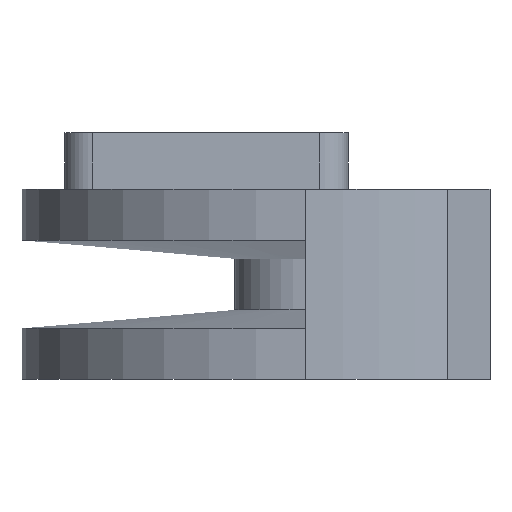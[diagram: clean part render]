
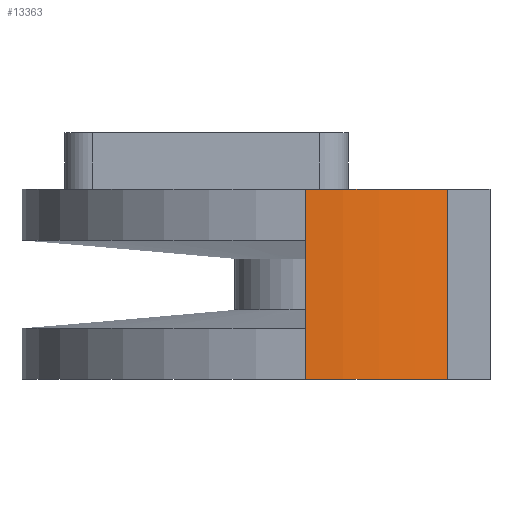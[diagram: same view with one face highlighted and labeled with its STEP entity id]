
A CAD part, left-side view. The second image highlights one B-rep face of the part: STEP entity #13363.
In plain terms, the highlighted cylindrical face has radius 25.4 mm (diameter 50.8 mm), a partial arc.
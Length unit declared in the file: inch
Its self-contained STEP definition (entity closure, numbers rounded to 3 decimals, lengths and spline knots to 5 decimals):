
#489 = LINE ( 'NONE', #4639, #9074 ) ;
#554 = VECTOR ( 'NONE', #13523, 39.37008 ) ;
#816 = DIRECTION ( 'NONE',  ( -1., 0., 0. ) ) ;
#1574 = VERTEX_POINT ( 'NONE', #7924 ) ;
#2146 = DIRECTION ( 'NONE',  ( 0., 0., -1. ) ) ;
#2147 = AXIS2_PLACEMENT_3D ( 'NONE', #13618, #2146, #816 ) ;
#2245 = DIRECTION ( 'NONE',  ( 0., 0., -1. ) ) ;
#2324 = CARTESIAN_POINT ( 'NONE',  ( 0., 0., -0.335 ) ) ;
#2423 = CARTESIAN_POINT ( 'NONE',  ( -1., 0., 0.335 ) ) ;
#2532 = EDGE_LOOP ( 'NONE', ( #15305, #4748, #4942, #9994, #7737, #8439 ) ) ;
#2911 = EDGE_CURVE ( 'NONE', #5235, #1574, #9629, .T. ) ;
#4440 = CARTESIAN_POINT ( 'NONE',  ( -1., 0., 0.155 ) ) ;
#4503 = CIRCLE ( 'NONE', #8221, 1. ) ;
#4548 = VECTOR ( 'NONE', #2245, 39.37008 ) ;
#4603 = DIRECTION ( 'NONE',  ( 1., 0., 0. ) ) ;
#4639 = CARTESIAN_POINT ( 'NONE',  ( -1., 0., 0.335 ) ) ;
#4748 = ORIENTED_EDGE ( 'NONE', *, *, #7739, .T. ) ;
#4801 = CARTESIAN_POINT ( 'NONE',  ( -0.865, -0.50177, 0.335 ) ) ;
#4942 = ORIENTED_EDGE ( 'NONE', *, *, #13782, .T. ) ;
#5235 = VERTEX_POINT ( 'NONE', #7162 ) ;
#5884 = CARTESIAN_POINT ( 'NONE',  ( -1., 0., 0.335 ) ) ;
#5966 = LINE ( 'NONE', #4801, #4548 ) ;
#6015 = DIRECTION ( 'NONE',  ( 0., 0., 1. ) ) ;
#6894 = VERTEX_POINT ( 'NONE', #11180 ) ;
#7113 = FACE_OUTER_BOUND ( 'NONE', #2532, .T. ) ;
#7162 = CARTESIAN_POINT ( 'NONE',  ( -1., 0., -0.155 ) ) ;
#7366 = DIRECTION ( 'NONE',  ( 1., 0., 0. ) ) ;
#7737 = ORIENTED_EDGE ( 'NONE', *, *, #13931, .T. ) ;
#7739 = EDGE_CURVE ( 'NONE', #13472, #9452, #12120, .T. ) ;
#7924 = CARTESIAN_POINT ( 'NONE',  ( -1., 0., -0.335 ) ) ;
#7958 = VERTEX_POINT ( 'NONE', #16210 ) ;
#8221 = AXIS2_PLACEMENT_3D ( 'NONE', #9592, #6015, #4603 ) ;
#8439 = ORIENTED_EDGE ( 'NONE', *, *, #13894, .F. ) ;
#8812 = AXIS2_PLACEMENT_3D ( 'NONE', #2324, #16122, #7366 ) ;
#9074 = VECTOR ( 'NONE', #9390, 39.37008 ) ;
#9390 = DIRECTION ( 'NONE',  ( 0., 0., -1. ) ) ;
#9452 = VERTEX_POINT ( 'NONE', #4440 ) ;
#9474 = DIRECTION ( 'NONE',  ( 0., 0., -1. ) ) ;
#9592 = CARTESIAN_POINT ( 'NONE',  ( 0., 0., 0.335 ) ) ;
#9629 = LINE ( 'NONE', #9712, #554 ) ;
#9712 = CARTESIAN_POINT ( 'NONE',  ( -1., 0., 0.335 ) ) ;
#9994 = ORIENTED_EDGE ( 'NONE', *, *, #2911, .T. ) ;
#11180 = CARTESIAN_POINT ( 'NONE',  ( -0.865, -0.50177, -0.335 ) ) ;
#11975 = CIRCLE ( 'NONE', #8812, 1. ) ;
#12120 = LINE ( 'NONE', #5884, #12995 ) ;
#12187 = CYLINDRICAL_SURFACE ( 'NONE', #2147, 1. ) ;
#12528 = EDGE_CURVE ( 'NONE', #13472, #7958, #4503, .T. ) ;
#12995 = VECTOR ( 'NONE', #9474, 39.37008 ) ;
#13363 = ADVANCED_FACE ( 'NONE', ( #7113 ), #12187, .T. ) ;
#13472 = VERTEX_POINT ( 'NONE', #2423 ) ;
#13523 = DIRECTION ( 'NONE',  ( 0., 0., -1. ) ) ;
#13618 = CARTESIAN_POINT ( 'NONE',  ( 0., 0., 0.335 ) ) ;
#13782 = EDGE_CURVE ( 'NONE', #9452, #5235, #489, .T. ) ;
#13894 = EDGE_CURVE ( 'NONE', #7958, #6894, #5966, .T. ) ;
#13931 = EDGE_CURVE ( 'NONE', #1574, #6894, #11975, .T. ) ;
#15305 = ORIENTED_EDGE ( 'NONE', *, *, #12528, .F. ) ;
#16122 = DIRECTION ( 'NONE',  ( 0., 0., 1. ) ) ;
#16210 = CARTESIAN_POINT ( 'NONE',  ( -0.865, -0.50177, 0.335 ) ) ;
